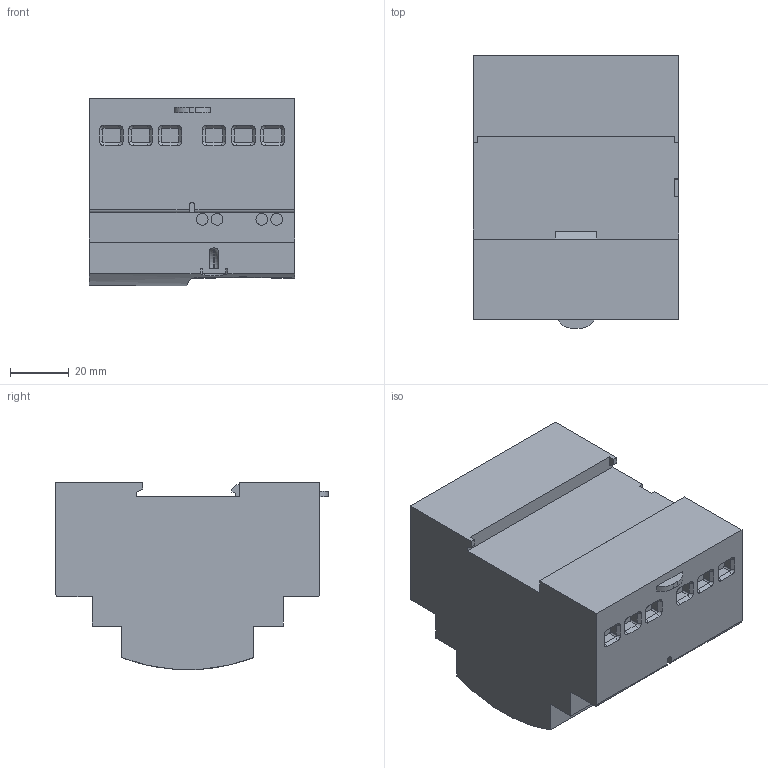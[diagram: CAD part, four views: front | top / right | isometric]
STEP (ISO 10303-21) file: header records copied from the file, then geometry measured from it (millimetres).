
FILE_DESCRIPTION((''),'2;1');
FILE_NAME('CEM31','2018-11-20T',('esors'),(''),'CREO PARAMETRIC BY PTC INC, 2015290','CREO PARAMETRIC BY PTC INC, 2015290','');
FILE_SCHEMA(('AUTOMOTIVE_DESIGN { 1 0 10303 214 1 1 1 1 }'));
Length unit declared in the file: millimetre
Products named in the file (1): CEM31
Bounding box: 70 x 92.93 x 63.89 mm (x, y, z)
Volume: 314947 mm3; surface area: 34009.3 mm2
Topology: 1 solids, 1 shells, 625 faces, 1666 edges, 1084 vertices
Faces by surface type: plane 509, cylinder 62, cone 40, extrusion 10, bspline 2, torus 2
Entity records: 21092 total; most frequent: CARTESIAN_POINT 3683, ORIENTED_EDGE 3332, DIRECTION 3066, EDGE_CURVE 1666, COLOUR_RGB 1575, VECTOR 1468, LINE 1458, VERTEX_POINT 1084
